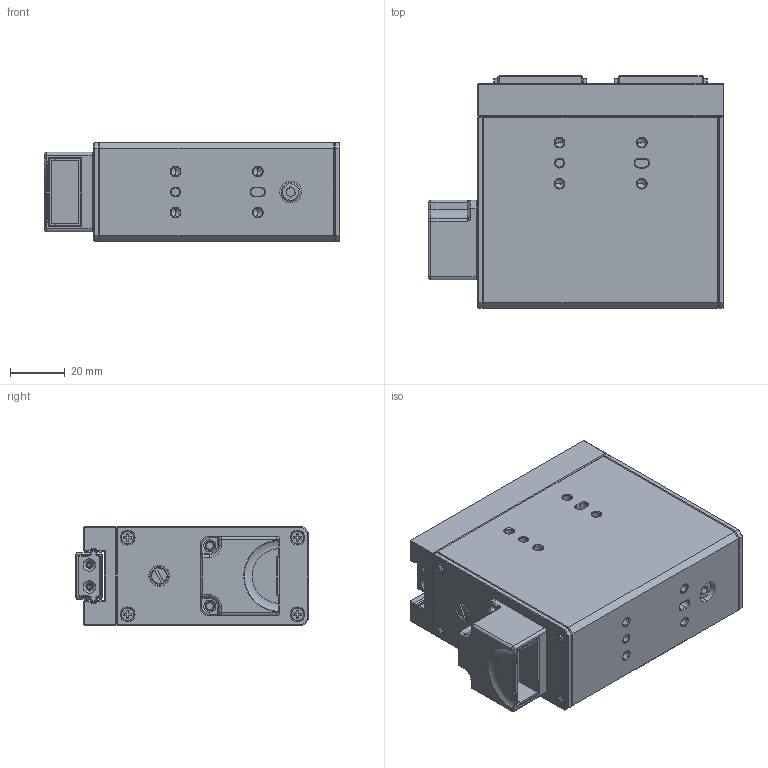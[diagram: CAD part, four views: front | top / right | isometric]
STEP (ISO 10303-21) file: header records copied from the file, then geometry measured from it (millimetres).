
FILE_DESCRIPTION (( 'STEP AP203' ), '1' );
FILE_NAME ('RM-GB-11-20-2 ¼Ð×¦ 1.1.STEP', '2020-10-19T01:18:03', ( '' ), ( '' ), 'SwSTEP 2.0', 'SolidWorks 2019', '' );
FILE_SCHEMA (( 'CONFIG_CONTROL_DESIGN' ));
Length unit declared in the file: millimetre
Products named in the file (15): 拏宒堤盄; MSP02-GB006-3 幗紩結輸; MFT02-M2.5x6 坋趼麥芛蹟佪; MLS01-T8x2R&L-8 枍倛佪話_MLS01-T8x1R&L-8-20; MFT03-M4x12 埴翐囀鞠褒蹟佪; MSP01-GB002 侧板（出线端）; MFT02-M3x6 坋趼麥芛蹟佪; MSP01-GB001 基座_20 基座（新）; d1100-22p; RM-GB-11-20-2 標蛈 1.1; MSP02-GB006-1 絳寢_20 絳寢; MSP01-GB014 保养槽盖_MSP01-GB014-20 保养槽盖20; MSP01-GB003 侧板（齿轮端）; MSP02-GB006-2 賑輸; 拏宒堤盄芛俋褲
Assembly tree (26 placements, depth 3):
  RM-GB-11-20-2 標蛈 1.1
    MSP02-GB006-1 絳寢_20 絳寢
    MLS01-T8x2R&L-8 枍倛佪話_MLS01-T8x1R&L-8-20
    MSP02-GB006-2 賑輸  x2
    MSP01-GB001 基座_20 基座（新）
    MSP01-GB002 侧板（出线端）
    MSP01-GB003 侧板（齿轮端）
    拏宒堤盄
      d1100-22p
      拏宒堤盄芛俋褲
    MSP02-GB006-3 幗紩結輸  x4
    MFT02-M2.5x6 坋趼麥芛蹟佪  x8
    MFT03-M4x12 埴翐囀鞠褒蹟佪
    MSP01-GB014 保养槽盖_MSP01-GB014-20 保养槽盖20
    MFT02-M3x6 坋趼麥芛蹟佪  x2
Bounding box: 108 x 85 x 36 mm (x, y, z)
Volume: 126366.8 mm3; surface area: 77186.5 mm2
Topology: 25 solids, 25 shells, 2016 faces, 4595 edges, 2609 vertices
Faces by surface type: plane 983, cone 497, cylinder 476, torus 34, bspline 16, sphere 10
Entity records: 43882 total; most frequent: CARTESIAN_POINT 12827, DIRECTION 6301, ORIENTED_EDGE 5894, EDGE_CURVE 2947, AXIS2_PLACEMENT_3D 2263, VECTOR 1775, LINE 1775, VERTEX_POINT 1719
